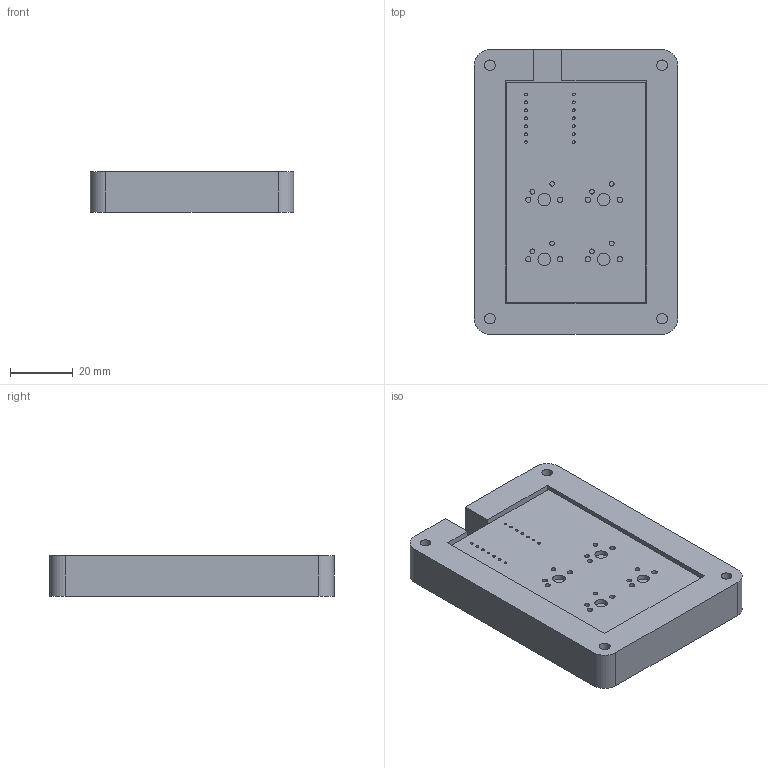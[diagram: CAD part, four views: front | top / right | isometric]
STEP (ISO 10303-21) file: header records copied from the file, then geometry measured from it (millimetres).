
FILE_DESCRIPTION(/* description */ ('STEP AP242','CAx-IF Rec.Pracs.---Representation and Presentation of Product Manufacturing Information (PMI)---4.0---2014-10-13','CAx-IF Rec.Pracs.---3D Tessellated Geometry---0.4---2014-09-14','2;1'),/* implementation_level */ '2;1');
FILE_NAME(/* name */ '683bbdd20496457e6055dae7',/* time_stamp */ '2025-06-01T02:41:22Z',/* author */ (''),/* organization */ (''),/* preprocessor_version */ 'ST-DEVELOPER v20',/* originating_system */ 'ONSHAPE BY PTC INC, 1.198',/* authorisation */ ' ');
FILE_SCHEMA (('AP242_MANAGED_MODEL_BASED_3D_ENGINEERING_MIM_LF { 1 0 10303 442 1 1 4 }'));
Length unit declared in the file: metre
Products named in the file (3): Assembly 1; Part 1; Hack Pad_PCB
Assembly tree (2 placements, depth 2):
  Assembly 1
    Part 1
    Hack Pad_PCB
Bounding box: 65 x 91 x 13 mm (x, y, z)
Volume: 48252 mm3; surface area: 24898.4 mm2
Topology: 2 solids, 2 shells, 66 faces, 174 edges, 116 vertices
Faces by surface type: cylinder 42, plane 24
Full cylindrical faces by diameter (mm): 0.889 x14, 1.5 x8, 1.7 x8, 3.4 x4, 4 x4
Entity records: 2096 total; most frequent: DIRECTION 358, CARTESIAN_POINT 321, ORIENTED_EDGE 272, EDGE_LOOP 176, FACE_BOUND 176, AXIS2_PLACEMENT_3D 153, EDGE_CURVE 136, VERTEX_POINT 116
